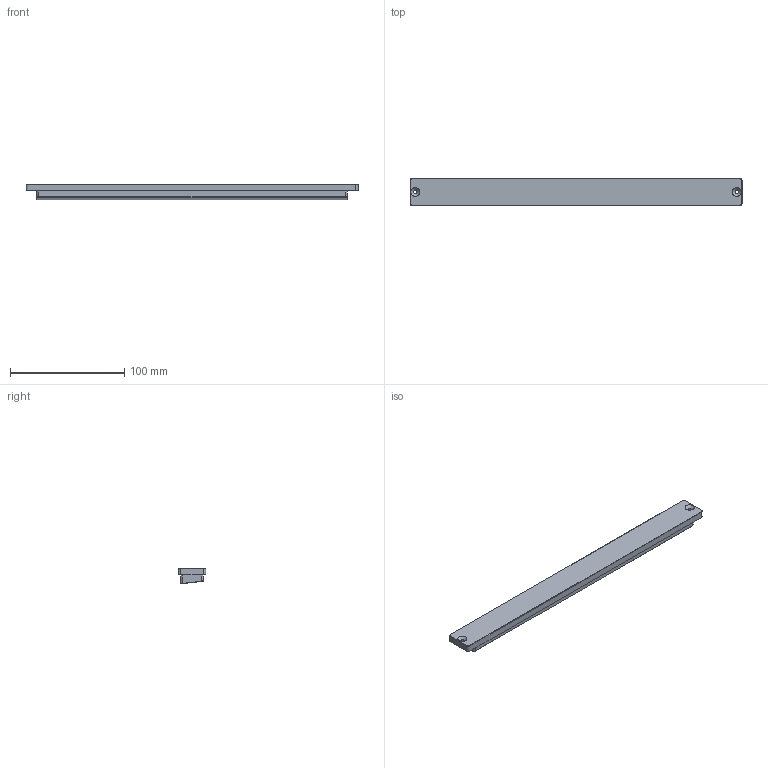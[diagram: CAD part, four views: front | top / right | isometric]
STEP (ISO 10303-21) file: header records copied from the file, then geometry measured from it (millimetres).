
FILE_DESCRIPTION(/* description */ (''),/* implementation_level */ '2;1');
FILE_NAME(/* name */ 'Weight.step',/* time_stamp */ '2021-03-28T17:48:24-06:00',/* author */ (''),/* organization */ (''),/* preprocessor_version */ 'ST-DEVELOPER v18.1',/* originating_system */ 'Autodesk Translation Framework v9.10.0.1330',/* authorisation */ '');
FILE_SCHEMA (('AUTOMOTIVE_DESIGN { 1 0 10303 214 3 1 1 }'));
Length unit declared in the file: millimetre
Products named in the file (1): Weight
Bounding box: 290 x 24 x 13.89 mm (x, y, z)
Volume: 77827.3 mm3; surface area: 21478.7 mm2
Topology: 1 solids, 1 shells, 42 faces, 102 edges, 63 vertices
Faces by surface type: plane 19, cylinder 10, bspline 7, cone 6
Full cylindrical faces by diameter (mm): 3.332 x2
Entity records: 1386 total; most frequent: CARTESIAN_POINT 392, ORIENTED_EDGE 204, DIRECTION 179, EDGE_CURVE 102, LINE 65, VECTOR 65, VERTEX_POINT 63, AXIS2_PLACEMENT_3D 57
